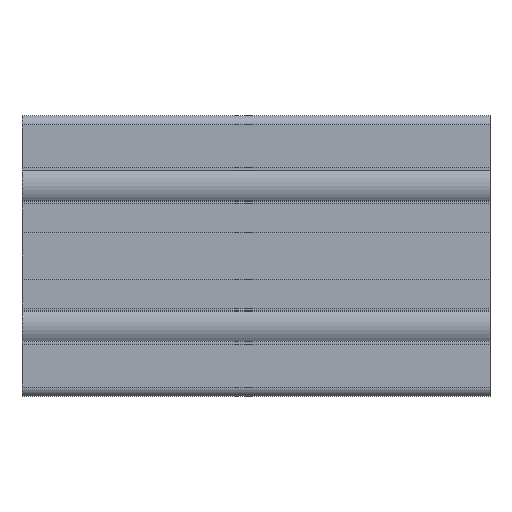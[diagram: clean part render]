
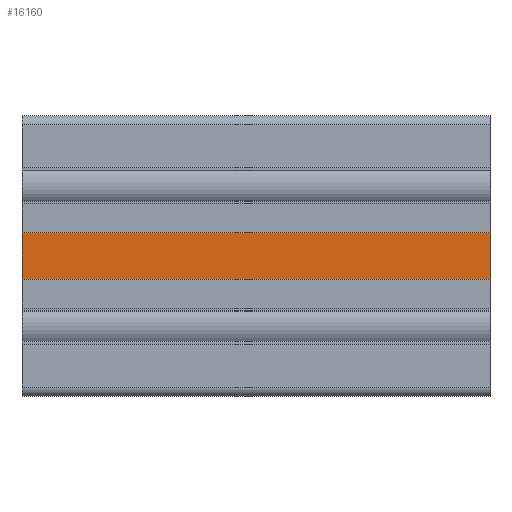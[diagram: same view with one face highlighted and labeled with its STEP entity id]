
A CAD part, front view. The second image highlights one B-rep face of the part: STEP entity #16160.
In plain terms, the highlighted planar face has unit normal (0, -1, 0).
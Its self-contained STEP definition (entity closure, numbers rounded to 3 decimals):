
#45 = PLANE('',#46);
#46 = AXIS2_PLACEMENT_3D('',#47,#48,#49);
#47 = CARTESIAN_POINT('',(0.,0.,0.));
#48 = DIRECTION('',(1.,0.,0.));
#49 = DIRECTION('',(-0.,1.,0.));
#106 = PLANE('',#107);
#107 = AXIS2_PLACEMENT_3D('',#108,#109,#110);
#108 = CARTESIAN_POINT('',(150.,0.,0.)
  );
#109 = DIRECTION('',(1.,0.,0.));
#110 = DIRECTION('',(-0.,1.,0.));
#794 = VERTEX_POINT('',#795);
#795 = CARTESIAN_POINT('',(150.,-21.5,7.5));
#809 = PLANE('',#810);
#810 = AXIS2_PLACEMENT_3D('',#811,#812,#813);
#811 = CARTESIAN_POINT('',(0.,-22.,7.5));
#812 = DIRECTION('',(0.,0.,-1.));
#813 = DIRECTION('',(0.,-1.,0.));
#821 = EDGE_CURVE('',#822,#794,#824,.T.);
#822 = VERTEX_POINT('',#823);
#823 = CARTESIAN_POINT('',(150.,-21.5,-7.5));
#824 = SURFACE_CURVE('',#825,(#829,#836),.PCURVE_S1.);
#825 = LINE('',#826,#827);
#826 = CARTESIAN_POINT('',(150.,-21.5,-7.5));
#827 = VECTOR('',#828,1.);
#828 = DIRECTION('',(0.,0.,1.));
#829 = PCURVE('',#106,#830);
#830 = DEFINITIONAL_REPRESENTATION('',(#831),#835);
#831 = LINE('',#832,#833);
#832 = CARTESIAN_POINT('',(-21.5,-7.5));
#833 = VECTOR('',#834,1.);
#834 = DIRECTION('',(0.,1.));
#835 = ( GEOMETRIC_REPRESENTATION_CONTEXT(2) 
PARAMETRIC_REPRESENTATION_CONTEXT() REPRESENTATION_CONTEXT('2D SPACE',''
  ) );
#836 = PCURVE('',#837,#842);
#837 = PLANE('',#838);
#838 = AXIS2_PLACEMENT_3D('',#839,#840,#841);
#839 = CARTESIAN_POINT('',(0.,-21.5,0.));
#840 = DIRECTION('',(0.,-1.,0.));
#841 = DIRECTION('',(0.,0.,-1.));
#842 = DEFINITIONAL_REPRESENTATION('',(#843),#847);
#843 = LINE('',#844,#845);
#844 = CARTESIAN_POINT('',(7.5,150.));
#845 = VECTOR('',#846,1.);
#846 = DIRECTION('',(-1.,0.));
#847 = ( GEOMETRIC_REPRESENTATION_CONTEXT(2) 
PARAMETRIC_REPRESENTATION_CONTEXT() REPRESENTATION_CONTEXT('2D SPACE',''
  ) );
#865 = PLANE('',#866);
#866 = AXIS2_PLACEMENT_3D('',#867,#868,#869);
#867 = CARTESIAN_POINT('',(0.,-22.,-7.5));
#868 = DIRECTION('',(0.,0.,1.));
#869 = DIRECTION('',(1.,0.,-0.));
#8614 = VERTEX_POINT('',#8615);
#8615 = CARTESIAN_POINT('',(0.,-21.5,-7.5));
#8636 = EDGE_CURVE('',#8614,#8637,#8639,.T.);
#8637 = VERTEX_POINT('',#8638);
#8638 = CARTESIAN_POINT('',(0.,-21.5,7.5));
#8639 = SURFACE_CURVE('',#8640,(#8644,#8651),.PCURVE_S1.);
#8640 = LINE('',#8641,#8642);
#8641 = CARTESIAN_POINT('',(0.,-21.5,-7.5));
#8642 = VECTOR('',#8643,1.);
#8643 = DIRECTION('',(0.,0.,1.));
#8644 = PCURVE('',#45,#8645);
#8645 = DEFINITIONAL_REPRESENTATION('',(#8646),#8650);
#8646 = LINE('',#8647,#8648);
#8647 = CARTESIAN_POINT('',(-21.5,-7.5));
#8648 = VECTOR('',#8649,1.);
#8649 = DIRECTION('',(0.,1.));
#8650 = ( GEOMETRIC_REPRESENTATION_CONTEXT(2) 
PARAMETRIC_REPRESENTATION_CONTEXT() REPRESENTATION_CONTEXT('2D SPACE',''
  ) );
#8651 = PCURVE('',#837,#8652);
#8652 = DEFINITIONAL_REPRESENTATION('',(#8653),#8657);
#8653 = LINE('',#8654,#8655);
#8654 = CARTESIAN_POINT('',(7.5,0.));
#8655 = VECTOR('',#8656,1.);
#8656 = DIRECTION('',(-1.,0.));
#8657 = ( GEOMETRIC_REPRESENTATION_CONTEXT(2) 
PARAMETRIC_REPRESENTATION_CONTEXT() REPRESENTATION_CONTEXT('2D SPACE',''
  ) );
#16140 = EDGE_CURVE('',#8637,#794,#16141,.T.);
#16141 = SURFACE_CURVE('',#16142,(#16146,#16153),.PCURVE_S1.);
#16142 = LINE('',#16143,#16144);
#16143 = CARTESIAN_POINT('',(0.,-21.5,7.5));
#16144 = VECTOR('',#16145,1.);
#16145 = DIRECTION('',(1.,0.,0.));
#16146 = PCURVE('',#809,#16147);
#16147 = DEFINITIONAL_REPRESENTATION('',(#16148),#16152);
#16148 = LINE('',#16149,#16150);
#16149 = CARTESIAN_POINT('',(-0.5,-0.));
#16150 = VECTOR('',#16151,1.);
#16151 = DIRECTION('',(0.,-1.));
#16152 = ( GEOMETRIC_REPRESENTATION_CONTEXT(2) 
PARAMETRIC_REPRESENTATION_CONTEXT() REPRESENTATION_CONTEXT('2D SPACE',''
  ) );
#16153 = PCURVE('',#837,#16154);
#16154 = DEFINITIONAL_REPRESENTATION('',(#16155),#16159);
#16155 = LINE('',#16156,#16157);
#16156 = CARTESIAN_POINT('',(-7.5,0.));
#16157 = VECTOR('',#16158,1.);
#16158 = DIRECTION('',(0.,1.));
#16159 = ( GEOMETRIC_REPRESENTATION_CONTEXT(2) 
PARAMETRIC_REPRESENTATION_CONTEXT() REPRESENTATION_CONTEXT('2D SPACE',''
  ) );
#16160 = ADVANCED_FACE('',(#16161),#837,.T.);
#16161 = FACE_BOUND('',#16162,.T.);
#16162 = EDGE_LOOP('',(#16163,#16164,#16165,#16166));
#16163 = ORIENTED_EDGE('',*,*,#821,.T.);
#16164 = ORIENTED_EDGE('',*,*,#16140,.F.);
#16165 = ORIENTED_EDGE('',*,*,#8636,.F.);
#16166 = ORIENTED_EDGE('',*,*,#16167,.T.);
#16167 = EDGE_CURVE('',#8614,#822,#16168,.T.);
#16168 = SURFACE_CURVE('',#16169,(#16173,#16180),.PCURVE_S1.);
#16169 = LINE('',#16170,#16171);
#16170 = CARTESIAN_POINT('',(0.,-21.5,-7.5));
#16171 = VECTOR('',#16172,1.);
#16172 = DIRECTION('',(1.,0.,0.));
#16173 = PCURVE('',#837,#16174);
#16174 = DEFINITIONAL_REPRESENTATION('',(#16175),#16179);
#16175 = LINE('',#16176,#16177);
#16176 = CARTESIAN_POINT('',(7.5,0.));
#16177 = VECTOR('',#16178,1.);
#16178 = DIRECTION('',(0.,1.));
#16179 = ( GEOMETRIC_REPRESENTATION_CONTEXT(2) 
PARAMETRIC_REPRESENTATION_CONTEXT() REPRESENTATION_CONTEXT('2D SPACE',''
  ) );
#16180 = PCURVE('',#865,#16181);
#16181 = DEFINITIONAL_REPRESENTATION('',(#16182),#16186);
#16182 = LINE('',#16183,#16184);
#16183 = CARTESIAN_POINT('',(0.,0.5));
#16184 = VECTOR('',#16185,1.);
#16185 = DIRECTION('',(1.,0.));
#16186 = ( GEOMETRIC_REPRESENTATION_CONTEXT(2) 
PARAMETRIC_REPRESENTATION_CONTEXT() REPRESENTATION_CONTEXT('2D SPACE',''
  ) );
